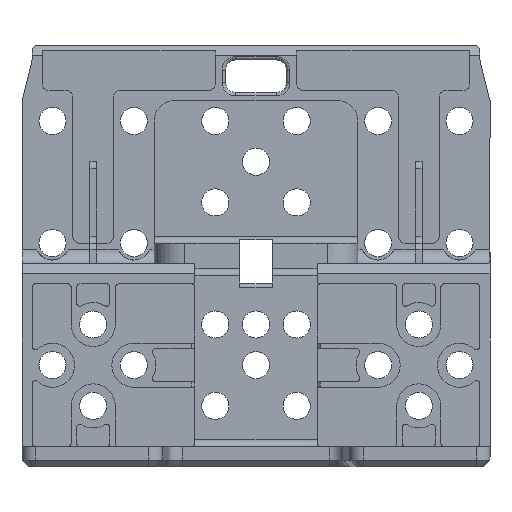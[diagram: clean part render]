
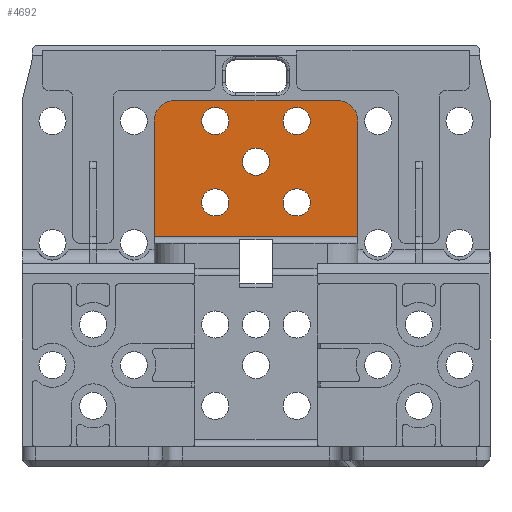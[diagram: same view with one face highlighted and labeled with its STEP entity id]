
A CAD part, front view. The second image highlights one B-rep face of the part: STEP entity #4692.
In plain terms, the highlighted planar face has unit normal (0, -1, 0).
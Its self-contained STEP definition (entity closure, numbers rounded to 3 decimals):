
#65 = EDGE_CURVE ( 'NONE', #15819, #14588, #6630, .T. ) ;
#83 = CARTESIAN_POINT ( 'NONE',  ( 6., 27., 5. ) ) ;
#270 = AXIS2_PLACEMENT_3D ( 'NONE', #4816, #3520, #16131 ) ;
#611 = EDGE_CURVE ( 'NONE', #14588, #15819, #2164, .T. ) ;
#746 = DIRECTION ( 'NONE',  ( 0., 0., -1. ) ) ;
#773 = FACE_BOUND ( 'NONE', #8283, .T. ) ;
#791 = DIRECTION ( 'NONE',  ( 0., 0., -1. ) ) ;
#882 = DIRECTION ( 'NONE',  ( 0., 1., 0. ) ) ;
#934 = DIRECTION ( 'NONE',  ( 0., 1., 0. ) ) ;
#1163 = CARTESIAN_POINT ( 'NONE',  ( -6., 27., 1. ) ) ;
#1238 = DIRECTION ( 'NONE',  ( 0., 1., 0. ) ) ;
#1642 = DIRECTION ( 'NONE',  ( 0., 0., -1. ) ) ;
#2048 = EDGE_CURVE ( 'NONE', #7306, #9112, #12752, .T. ) ;
#2164 = CIRCLE ( 'NONE', #13287, 2. ) ;
#2172 = CIRCLE ( 'NONE', #7189, 3. ) ;
#2293 = ORIENTED_EDGE ( 'NONE', *, *, #11000, .T. ) ;
#2377 = CIRCLE ( 'NONE', #13206, 2. ) ;
#2394 = DIRECTION ( 'NONE',  ( 0., 0., -1. ) ) ;
#2428 = EDGE_CURVE ( 'NONE', #16001, #16597, #4912, .T. ) ;
#2457 = VERTEX_POINT ( 'NONE', #14104 ) ;
#2491 = CARTESIAN_POINT ( 'NONE',  ( -6., 27., 3. ) ) ;
#2568 = CARTESIAN_POINT ( 'NONE',  ( 12., 27., 3. ) ) ;
#2598 = DIRECTION ( 'NONE',  ( 0., 0., -1. ) ) ;
#2607 = EDGE_CURVE ( 'NONE', #4295, #2457, #17733, .T. ) ;
#2827 = AXIS2_PLACEMENT_3D ( 'NONE', #12765, #1238, #12679 ) ;
#3128 = CARTESIAN_POINT ( 'NONE',  ( 6., 27., 1. ) ) ;
#3520 = DIRECTION ( 'NONE',  ( 0., 1., 0. ) ) ;
#3604 = CARTESIAN_POINT ( 'NONE',  ( -15., 27., 6. ) ) ;
#3633 = FACE_BOUND ( 'NONE', #13067, .T. ) ;
#3950 = DIRECTION ( 'NONE',  ( 0., 1., 0. ) ) ;
#3985 = ORIENTED_EDGE ( 'NONE', *, *, #10390, .T. ) ;
#4279 = LINE ( 'NONE', #16975, #11913 ) ;
#4295 = VERTEX_POINT ( 'NONE', #5888 ) ;
#4398 = CARTESIAN_POINT ( 'NONE',  ( -6., 27., -7. ) ) ;
#4441 = CARTESIAN_POINT ( 'NONE',  ( -12., 27., 3. ) ) ;
#4484 = AXIS2_PLACEMENT_3D ( 'NONE', #17050, #11582, #11757 ) ;
#4692 = ADVANCED_FACE ( 'NONE', ( #4936, #17619, #10500, #773, #3633, #6401 ), #6495, .T. ) ;
#4816 = CARTESIAN_POINT ( 'NONE',  ( -6., 27., -9. ) ) ;
#4828 = CIRCLE ( 'NONE', #15890, 2. ) ;
#4878 = AXIS2_PLACEMENT_3D ( 'NONE', #8073, #3950, #13810 ) ;
#4902 = LINE ( 'NONE', #3604, #10774 ) ;
#4912 = CIRCLE ( 'NONE', #14812, 2. ) ;
#4936 = FACE_BOUND ( 'NONE', #9947, .T. ) ;
#5006 = LINE ( 'NONE', #7731, #13003 ) ;
#5022 = CARTESIAN_POINT ( 'NONE',  ( 6., 27., -7. ) ) ;
#5165 = DIRECTION ( 'NONE',  ( 0., 1., 0. ) ) ;
#5169 = ORIENTED_EDGE ( 'NONE', *, *, #2428, .T. ) ;
#5315 = EDGE_CURVE ( 'NONE', #11295, #7530, #10698, .T. ) ;
#5514 = AXIS2_PLACEMENT_3D ( 'NONE', #4441, #5997, #5827 ) ;
#5604 = CARTESIAN_POINT ( 'NONE',  ( 15., 27., 3. ) ) ;
#5633 = ORIENTED_EDGE ( 'NONE', *, *, #16939, .F. ) ;
#5827 = DIRECTION ( 'NONE',  ( 0., 0., -1. ) ) ;
#5888 = CARTESIAN_POINT ( 'NONE',  ( -12., 27., 6. ) ) ;
#5991 = DIRECTION ( 'NONE',  ( 0., 1., 0. ) ) ;
#5992 = ORIENTED_EDGE ( 'NONE', *, *, #16695, .T. ) ;
#5997 = DIRECTION ( 'NONE',  ( 0., -1., 0. ) ) ;
#6063 = VERTEX_POINT ( 'NONE', #4398 ) ;
#6117 = EDGE_LOOP ( 'NONE', ( #5633, #3985, #9513, #12936, #2293, #8165 ) ) ;
#6370 = DIRECTION ( 'NONE',  ( -1., 0., 0. ) ) ;
#6401 = FACE_OUTER_BOUND ( 'NONE', #6117, .T. ) ;
#6476 = ORIENTED_EDGE ( 'NONE', *, *, #15880, .T. ) ;
#6495 = PLANE ( 'NONE',  #8508 ) ;
#6603 = VECTOR ( 'NONE', #7017, 1000. ) ;
#6630 = CIRCLE ( 'NONE', #16806, 2. ) ;
#6940 = ORIENTED_EDGE ( 'NONE', *, *, #14728, .T. ) ;
#7017 = DIRECTION ( 'NONE',  ( 0., 0., 1. ) ) ;
#7133 = EDGE_CURVE ( 'NONE', #7777, #18012, #5006, .T. ) ;
#7189 = AXIS2_PLACEMENT_3D ( 'NONE', #2568, #13472, #16211 ) ;
#7267 = EDGE_CURVE ( 'NONE', #7777, #10282, #2172, .T. ) ;
#7306 = VERTEX_POINT ( 'NONE', #12439 ) ;
#7530 = VERTEX_POINT ( 'NONE', #10877 ) ;
#7731 = CARTESIAN_POINT ( 'NONE',  ( 15., 27., 6. ) ) ;
#7740 = CARTESIAN_POINT ( 'NONE',  ( -6., 27., -9. ) ) ;
#7777 = VERTEX_POINT ( 'NONE', #5604 ) ;
#8073 = CARTESIAN_POINT ( 'NONE',  ( 0., 27., -3. ) ) ;
#8109 = DIRECTION ( 'NONE',  ( 0., 1., 0. ) ) ;
#8165 = ORIENTED_EDGE ( 'NONE', *, *, #2607, .T. ) ;
#8283 = EDGE_LOOP ( 'NONE', ( #14204, #8965 ) ) ;
#8508 = AXIS2_PLACEMENT_3D ( 'NONE', #14771, #10954, #2598 ) ;
#8672 = VERTEX_POINT ( 'NONE', #10639 ) ;
#8965 = ORIENTED_EDGE ( 'NONE', *, *, #16837, .T. ) ;
#9112 = VERTEX_POINT ( 'NONE', #5022 ) ;
#9336 = ORIENTED_EDGE ( 'NONE', *, *, #611, .T. ) ;
#9500 = CARTESIAN_POINT ( 'NONE',  ( -6., 27., -11. ) ) ;
#9513 = ORIENTED_EDGE ( 'NONE', *, *, #7133, .F. ) ;
#9947 = EDGE_LOOP ( 'NONE', ( #5992, #16138 ) ) ;
#10282 = VERTEX_POINT ( 'NONE', #12515 ) ;
#10390 = EDGE_CURVE ( 'NONE', #8672, #18012, #4279, .T. ) ;
#10500 = FACE_BOUND ( 'NONE', #17272, .T. ) ;
#10543 = CIRCLE ( 'NONE', #13172, 2. ) ;
#10639 = CARTESIAN_POINT ( 'NONE',  ( -15., 27., -14. ) ) ;
#10698 = CIRCLE ( 'NONE', #4878, 2. ) ;
#10774 = VECTOR ( 'NONE', #6370, 1000. ) ;
#10877 = CARTESIAN_POINT ( 'NONE',  ( 0., 27., -5. ) ) ;
#10954 = DIRECTION ( 'NONE',  ( 0., -1., 0. ) ) ;
#11000 = EDGE_CURVE ( 'NONE', #10282, #4295, #4902, .T. ) ;
#11213 = CARTESIAN_POINT ( 'NONE',  ( -15., 27., 6. ) ) ;
#11295 = VERTEX_POINT ( 'NONE', #13058 ) ;
#11379 = CARTESIAN_POINT ( 'NONE',  ( -6., 27., 3. ) ) ;
#11582 = DIRECTION ( 'NONE',  ( 0., 1., 0. ) ) ;
#11695 = ORIENTED_EDGE ( 'NONE', *, *, #65, .T. ) ;
#11757 = DIRECTION ( 'NONE',  ( 0., 0., -1. ) ) ;
#11877 = ORIENTED_EDGE ( 'NONE', *, *, #2048, .T. ) ;
#11913 = VECTOR ( 'NONE', #16890, 1000. ) ;
#12277 = CIRCLE ( 'NONE', #270, 2. ) ;
#12370 = CIRCLE ( 'NONE', #4484, 2. ) ;
#12439 = CARTESIAN_POINT ( 'NONE',  ( 6., 27., -11. ) ) ;
#12515 = CARTESIAN_POINT ( 'NONE',  ( 12., 27., 6. ) ) ;
#12569 = LINE ( 'NONE', #11213, #6603 ) ;
#12678 = CARTESIAN_POINT ( 'NONE',  ( 15., 27., -14. ) ) ;
#12679 = DIRECTION ( 'NONE',  ( 0., 0., -1. ) ) ;
#12752 = CIRCLE ( 'NONE', #2827, 2. ) ;
#12765 = CARTESIAN_POINT ( 'NONE',  ( 6., 27., -9. ) ) ;
#12936 = ORIENTED_EDGE ( 'NONE', *, *, #7267, .T. ) ;
#13003 = VECTOR ( 'NONE', #746, 1000. ) ;
#13058 = CARTESIAN_POINT ( 'NONE',  ( 0., 27., -1. ) ) ;
#13067 = EDGE_LOOP ( 'NONE', ( #11877, #6940 ) ) ;
#13172 = AXIS2_PLACEMENT_3D ( 'NONE', #15075, #882, #791 ) ;
#13206 = AXIS2_PLACEMENT_3D ( 'NONE', #11379, #5991, #1642 ) ;
#13287 = AXIS2_PLACEMENT_3D ( 'NONE', #15852, #14478, #15761 ) ;
#13472 = DIRECTION ( 'NONE',  ( 0., -1., 0. ) ) ;
#13672 = DIRECTION ( 'NONE',  ( 0., 0., -1. ) ) ;
#13810 = DIRECTION ( 'NONE',  ( 0., 0., -1. ) ) ;
#14104 = CARTESIAN_POINT ( 'NONE',  ( -15., 27., 3. ) ) ;
#14204 = ORIENTED_EDGE ( 'NONE', *, *, #14377, .T. ) ;
#14377 = EDGE_CURVE ( 'NONE', #15212, #6063, #12277, .T. ) ;
#14478 = DIRECTION ( 'NONE',  ( 0., 1., 0. ) ) ;
#14588 = VERTEX_POINT ( 'NONE', #83 ) ;
#14728 = EDGE_CURVE ( 'NONE', #9112, #7306, #10543, .T. ) ;
#14771 = CARTESIAN_POINT ( 'NONE',  ( -15., 27., 6. ) ) ;
#14812 = AXIS2_PLACEMENT_3D ( 'NONE', #2491, #8109, #13672 ) ;
#15075 = CARTESIAN_POINT ( 'NONE',  ( 6., 27., -9. ) ) ;
#15096 = DIRECTION ( 'NONE',  ( 0., 0., -1. ) ) ;
#15212 = VERTEX_POINT ( 'NONE', #9500 ) ;
#15761 = DIRECTION ( 'NONE',  ( 0., 0., -1. ) ) ;
#15819 = VERTEX_POINT ( 'NONE', #3128 ) ;
#15852 = CARTESIAN_POINT ( 'NONE',  ( 6., 27., 3. ) ) ;
#15880 = EDGE_CURVE ( 'NONE', #16597, #16001, #2377, .T. ) ;
#15890 = AXIS2_PLACEMENT_3D ( 'NONE', #7740, #934, #2394 ) ;
#16001 = VERTEX_POINT ( 'NONE', #16290 ) ;
#16131 = DIRECTION ( 'NONE',  ( 0., 0., -1. ) ) ;
#16138 = ORIENTED_EDGE ( 'NONE', *, *, #5315, .T. ) ;
#16211 = DIRECTION ( 'NONE',  ( 0., 0., 1. ) ) ;
#16290 = CARTESIAN_POINT ( 'NONE',  ( -6., 27., 5. ) ) ;
#16597 = VERTEX_POINT ( 'NONE', #1163 ) ;
#16695 = EDGE_CURVE ( 'NONE', #7530, #11295, #12370, .T. ) ;
#16806 = AXIS2_PLACEMENT_3D ( 'NONE', #17841, #5165, #15096 ) ;
#16837 = EDGE_CURVE ( 'NONE', #6063, #15212, #4828, .T. ) ;
#16890 = DIRECTION ( 'NONE',  ( 1., 0., 0. ) ) ;
#16939 = EDGE_CURVE ( 'NONE', #8672, #2457, #12569, .T. ) ;
#16975 = CARTESIAN_POINT ( 'NONE',  ( -15., 27., -14. ) ) ;
#17050 = CARTESIAN_POINT ( 'NONE',  ( 0., 27., -3. ) ) ;
#17272 = EDGE_LOOP ( 'NONE', ( #11695, #9336 ) ) ;
#17619 = FACE_BOUND ( 'NONE', #17737, .T. ) ;
#17733 = CIRCLE ( 'NONE', #5514, 3. ) ;
#17737 = EDGE_LOOP ( 'NONE', ( #6476, #5169 ) ) ;
#17841 = CARTESIAN_POINT ( 'NONE',  ( 6., 27., 3. ) ) ;
#18012 = VERTEX_POINT ( 'NONE', #12678 ) ;
